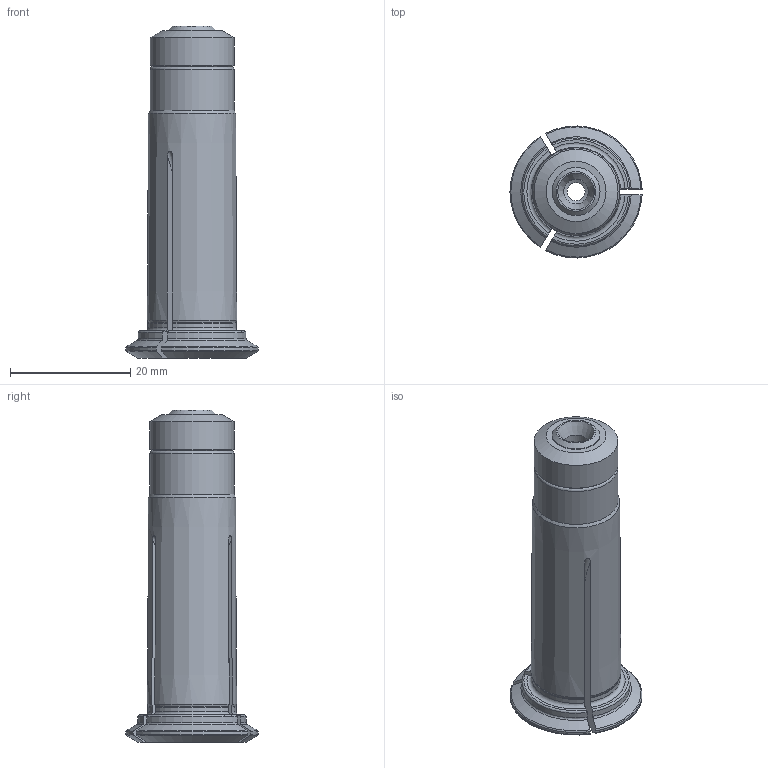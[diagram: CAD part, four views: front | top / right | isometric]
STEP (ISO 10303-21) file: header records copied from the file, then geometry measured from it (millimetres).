
FILE_DESCRIPTION(/* description */ (''),/* implementation_level */ '2;1');
FILE_NAME(/* name */ '841505001.stp',/* time_stamp */ '2023-03-01T17:07:28',/* author */ ('RJE'),/* organization */ ('REGO-FIX'),/* preprocessor_version */ ' Unknown',/* originating_system */ 'SIEMENS PLM Software Solid Edge ST10',/* authorization */ 'Unknown');
FILE_SCHEMA (('AUTOMOTIVE_DESIGN { 1 0 10303 214 2 1 1}'));
Length unit declared in the file: millimetre
Products named in the file (1): NOCUT
Bounding box: 21.99 x 21.99 x 55.3 mm (x, y, z)
Volume: 2461.2 mm3; surface area: 6095.9 mm2
Topology: 1 solids, 2 shells, 81 faces, 221 edges, 143 vertices
Faces by surface type: torus 26, cone 20, cylinder 19, plane 16
Full cylindrical faces by diameter (mm): 3 x1, 4.1 x1, 5 x1, 8 x1, 8.5 x1, 10.917 x1, 11.547 x1, 12.2 x1, 14 x2
Entity records: 3100 total; most frequent: CARTESIAN_POINT 737, ORIENTED_EDGE 382, DIRECTION 372, EDGE_CURVE 191, AXIS2_PLACEMENT_3D 168, VERTEX_POINT 137, EDGE_LOOP 114, FACE_BOUND 114
